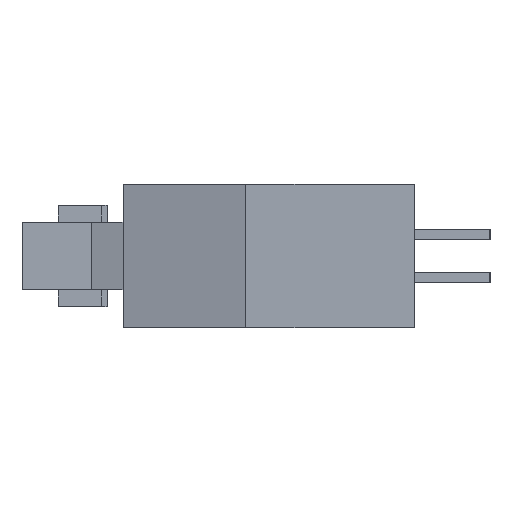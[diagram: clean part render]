
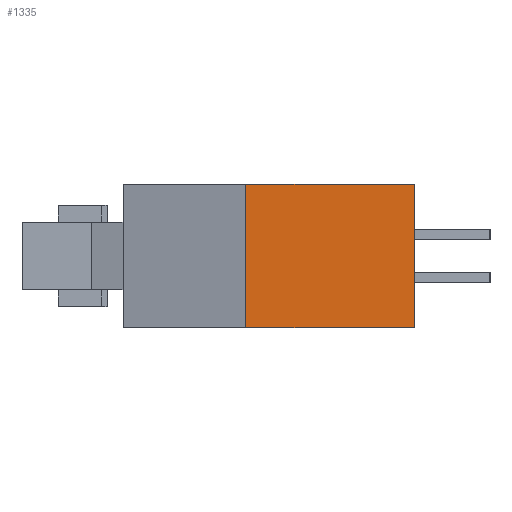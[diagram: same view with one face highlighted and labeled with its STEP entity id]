
A CAD part, left-side view. The second image highlights one B-rep face of the part: STEP entity #1335.
In plain terms, the highlighted planar face has unit normal (-1, 0, 0).
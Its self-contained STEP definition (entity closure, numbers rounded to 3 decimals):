
#1335=ADVANCED_FACE('',(#2235),#1787,.T.);
#1787=PLANE('',#9614);
#2235=FACE_OUTER_BOUND('',#2681,.T.);
#2681=EDGE_LOOP('',(#4381,#4382,#4383,#4384));
#4381=ORIENTED_EDGE('',*,*,#6780,.T.);
#4382=ORIENTED_EDGE('',*,*,#6781,.T.);
#4383=ORIENTED_EDGE('',*,*,#6782,.T.);
#4384=ORIENTED_EDGE('',*,*,#6777,.F.);
#5719=VERTEX_POINT('',#13679);
#5720=VERTEX_POINT('',#13681);
#5722=VERTEX_POINT('',#13687);
#5723=VERTEX_POINT('',#13689);
#6777=EDGE_CURVE('',#5719,#5720,#7906,.T.);
#6780=EDGE_CURVE('',#5719,#5722,#7909,.T.);
#6781=EDGE_CURVE('',#5722,#5723,#7910,.T.);
#6782=EDGE_CURVE('',#5723,#5720,#7911,.T.);
#7906=LINE('',#13680,#9027);
#7909=LINE('',#13686,#9030);
#7910=LINE('',#13688,#9031);
#7911=LINE('',#13690,#9032);
#9027=VECTOR('',#11389,1.);
#9030=VECTOR('',#11394,1.);
#9031=VECTOR('',#11395,1.);
#9032=VECTOR('',#11396,1.);
#9614=AXIS2_PLACEMENT_3D('',#13691,#11397,#11398);
#11389=DIRECTION('',(0.,0.,1.));
#11394=DIRECTION('',(0.,-1.,0.));
#11395=DIRECTION('',(0.,0.,1.));
#11396=DIRECTION('',(0.,1.,0.));
#11397=DIRECTION('',(-1.,0.,0.));
#11398=DIRECTION('',(0.,-1.,0.));
#13679=CARTESIAN_POINT('',(-31.573,12.59,0.));
#13680=CARTESIAN_POINT('',(-31.573,12.59,0.));
#13681=CARTESIAN_POINT('',(-31.573,12.59,8.5));
#13686=CARTESIAN_POINT('',(-31.573,12.59,0.));
#13687=CARTESIAN_POINT('',(-31.573,2.59,0.));
#13688=CARTESIAN_POINT('',(-31.573,2.59,0.));
#13689=CARTESIAN_POINT('',(-31.573,2.59,8.5));
#13690=CARTESIAN_POINT('',(-31.573,2.59,8.5));
#13691=CARTESIAN_POINT('',(-31.573,12.59,0.));
